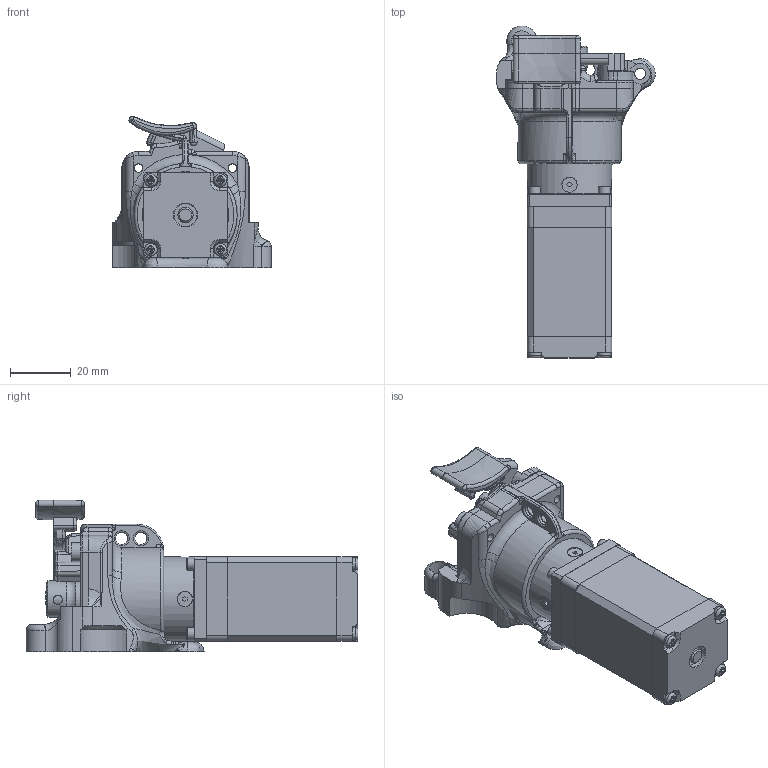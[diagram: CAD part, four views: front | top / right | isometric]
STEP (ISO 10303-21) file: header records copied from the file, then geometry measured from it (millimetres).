
FILE_DESCRIPTION(/* description */ (''),/* implementation_level */ '2;1');
FILE_NAME(/* name */ 'x3D_Direct_Drive_EzStruder_assy.stp',/* time_stamp */ '2016-09-26T11:57:23-07:00',/* author */ (''),/* organization */ (''),/* preprocessor_version */ 'ST-DEVELOPER v16.5',/* originating_system */ 'Autodesk Translation Framework v5.1.0.2740',/* authorisation */ '');
FILE_SCHEMA (('AUTOMOTIVE_DESIGN { 1 0 10303 214 3 1 1 }'));
Length unit declared in the file: centimetre
Products named in the file (19): Export; Nema_11_motor_51mm_gear v1; Nema_11_motor_51mm (1); bottom_nema11 (1); middle_51_nema11 (1); top_nema11 (1); shaft_51_nema11 (1); screw_51_nema11 (1); gearbox_27_1 (1); gear_bottom (1); gear_middle (1); gear_top (1); gear_shaft (1); gear_screw (1); Adapter; 70780 EZStruder v1; 70782 Drive Roller; 70781 Drive Base Plate; 70783 Arm
Assembly tree (24 placements, depth 4):
  Export
    Nema_11_motor_51mm_gear v1
      Nema_11_motor_51mm (1)
        bottom_nema11 (1)
        middle_51_nema11 (1)
        top_nema11 (1)
        shaft_51_nema11 (1)
        screw_51_nema11 (1)  x4
      gearbox_27_1 (1)
        gear_bottom (1)
        gear_middle (1)
        gear_top (1)
        gear_shaft (1)
      gear_screw (1)  x4
    Adapter
    70780 EZStruder v1
      70782 Drive Roller
      70781 Drive Base Plate
      70783 Arm
Bounding box: 52.29 x 109.54 x 49.98 mm (x, y, z)
Volume: 78818.5 mm3; surface area: 41498.5 mm2
Topology: 24 solids, 24 shells, 887 faces, 2257 edges, 1398 vertices
Faces by surface type: plane 355, cylinder 199, cone 146, bspline 135, torus 52
Full cylindrical faces by diameter (mm): 2.5 x20, 2.8 x2, 3 x7, 3.17 x1, 3.356 x2, 3.4 x4, 3.6 x2, 3.9 x4, 4 x2, 4.2 x4, 4.25 x1, 5 x11, 6 x1, 6.3 x2, 6.45 x1, 6.8 x2, 7.5 x1, 12 x2, 13 x2, 15 x2, 18 x1, 18.4 x1, 22 x3, 28 x2, 28.5 x1
Entity records: 26866 total; most frequent: CARTESIAN_POINT 9567, DIRECTION 3510, ORIENTED_EDGE 3442, EDGE_CURVE 1721, AXIS2_PLACEMENT_3D 1409, VERTEX_POINT 1142, EDGE_LOOP 945, FACE_OUTER_BOUND 737
